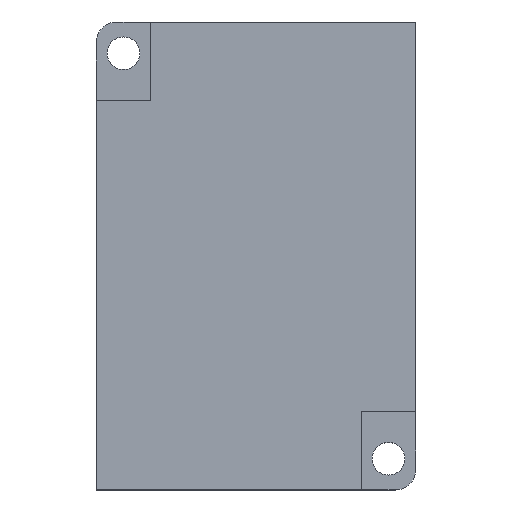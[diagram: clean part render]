
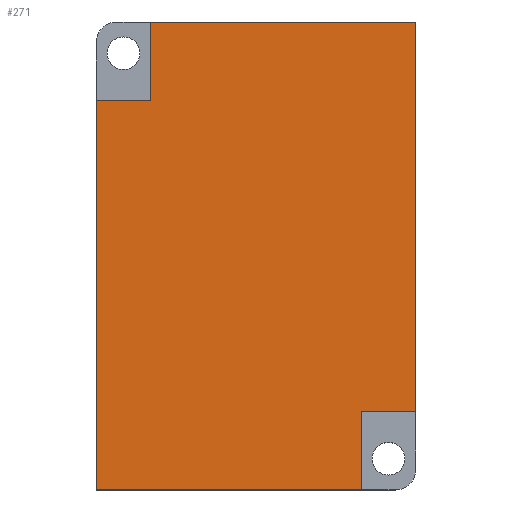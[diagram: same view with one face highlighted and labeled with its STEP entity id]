
A CAD part, top view. The second image highlights one B-rep face of the part: STEP entity #271.
In plain terms, the highlighted planar face has unit normal (0, 0, 1).
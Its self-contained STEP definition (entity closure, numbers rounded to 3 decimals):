
#12 = DIRECTION ( 'NONE',  ( -1., 0., 0. ) ) ;
#13 = VECTOR ( 'NONE', #461, 1000. ) ;
#16 = CARTESIAN_POINT ( 'NONE',  ( 20.5, 30., 8. ) ) ;
#26 = DIRECTION ( 'NONE',  ( -1., 0., 0. ) ) ;
#28 = VECTOR ( 'NONE', #26, 1000. ) ;
#58 = ORIENTED_EDGE ( 'NONE', *, *, #359, .F. ) ;
#59 = LINE ( 'NONE', #325, #559 ) ;
#71 = DIRECTION ( 'NONE',  ( 0., 1., 0. ) ) ;
#89 = CARTESIAN_POINT ( 'NONE',  ( 13.513, -19.94, 8. ) ) ;
#101 = VERTEX_POINT ( 'NONE', #244 ) ;
#102 = ORIENTED_EDGE ( 'NONE', *, *, #332, .T. ) ;
#117 = LINE ( 'NONE', #591, #364 ) ;
#119 = CARTESIAN_POINT ( 'NONE',  ( 0., 0., 8. ) ) ;
#130 = VERTEX_POINT ( 'NONE', #16 ) ;
#136 = EDGE_CURVE ( 'NONE', #130, #558, #117, .T. ) ;
#139 = EDGE_LOOP ( 'NONE', ( #58, #419, #102, #235, #268, #350, #160, #588 ) ) ;
#153 = LINE ( 'NONE', #436, #28 ) ;
#156 = DIRECTION ( 'NONE',  ( 0., 0., 1. ) ) ;
#157 = PLANE ( 'NONE',  #557 ) ;
#160 = ORIENTED_EDGE ( 'NONE', *, *, #401, .T. ) ;
#166 = LINE ( 'NONE', #179, #402 ) ;
#179 = CARTESIAN_POINT ( 'NONE',  ( 13.513, -19.94, 8. ) ) ;
#184 = CARTESIAN_POINT ( 'NONE',  ( -13.513, 19.94, 8. ) ) ;
#187 = DIRECTION ( 'NONE',  ( 0., -1., 0. ) ) ;
#210 = EDGE_CURVE ( 'NONE', #400, #282, #260, .T. ) ;
#226 = CARTESIAN_POINT ( 'NONE',  ( -20.5, -30., 8. ) ) ;
#230 = CARTESIAN_POINT ( 'NONE',  ( -20.5, 19.94, 8. ) ) ;
#232 = CARTESIAN_POINT ( 'NONE',  ( 13.513, -30., 8. ) ) ;
#235 = ORIENTED_EDGE ( 'NONE', *, *, #471, .T. ) ;
#242 = LINE ( 'NONE', #512, #502 ) ;
#244 = CARTESIAN_POINT ( 'NONE',  ( 20.5, -19.94, 8. ) ) ;
#260 = LINE ( 'NONE', #264, #316 ) ;
#264 = CARTESIAN_POINT ( 'NONE',  ( -13.513, 19.94, 8. ) ) ;
#268 = ORIENTED_EDGE ( 'NONE', *, *, #425, .F. ) ;
#271 = ADVANCED_FACE ( 'NONE', ( #291 ), #157, .T. ) ;
#282 = VERTEX_POINT ( 'NONE', #184 ) ;
#291 = FACE_OUTER_BOUND ( 'NONE', #139, .T. ) ;
#316 = VECTOR ( 'NONE', #525, 1000. ) ;
#325 = CARTESIAN_POINT ( 'NONE',  ( 20.5, 30., 8. ) ) ;
#332 = EDGE_CURVE ( 'NONE', #400, #480, #242, .T. ) ;
#347 = VECTOR ( 'NONE', #71, 1000. ) ;
#350 = ORIENTED_EDGE ( 'NONE', *, *, #449, .F. ) ;
#359 = EDGE_CURVE ( 'NONE', #282, #558, #472, .T. ) ;
#364 = VECTOR ( 'NONE', #12, 1000. ) ;
#377 = LINE ( 'NONE', #226, #13 ) ;
#382 = VERTEX_POINT ( 'NONE', #89 ) ;
#398 = DIRECTION ( 'NONE',  ( 1., 0., 0. ) ) ;
#400 = VERTEX_POINT ( 'NONE', #230 ) ;
#401 = EDGE_CURVE ( 'NONE', #101, #130, #59, .T. ) ;
#402 = VECTOR ( 'NONE', #612, 1000. ) ;
#419 = ORIENTED_EDGE ( 'NONE', *, *, #210, .F. ) ;
#425 = EDGE_CURVE ( 'NONE', #382, #479, #166, .T. ) ;
#436 = CARTESIAN_POINT ( 'NONE',  ( 13.513, -19.94, 8. ) ) ;
#449 = EDGE_CURVE ( 'NONE', #101, #382, #153, .T. ) ;
#461 = DIRECTION ( 'NONE',  ( 1., 0., 0. ) ) ;
#471 = EDGE_CURVE ( 'NONE', #480, #479, #377, .T. ) ;
#472 = LINE ( 'NONE', #534, #347 ) ;
#479 = VERTEX_POINT ( 'NONE', #232 ) ;
#480 = VERTEX_POINT ( 'NONE', #599 ) ;
#502 = VECTOR ( 'NONE', #187, 1000. ) ;
#512 = CARTESIAN_POINT ( 'NONE',  ( -20.5, 30., 8. ) ) ;
#525 = DIRECTION ( 'NONE',  ( 1., 0., 0. ) ) ;
#527 = DIRECTION ( 'NONE',  ( 0., 1., 0. ) ) ;
#531 = CARTESIAN_POINT ( 'NONE',  ( -13.513, 30., 8. ) ) ;
#534 = CARTESIAN_POINT ( 'NONE',  ( -13.513, 19.94, 8. ) ) ;
#557 = AXIS2_PLACEMENT_3D ( 'NONE', #119, #156, #398 ) ;
#558 = VERTEX_POINT ( 'NONE', #531 ) ;
#559 = VECTOR ( 'NONE', #527, 1000. ) ;
#588 = ORIENTED_EDGE ( 'NONE', *, *, #136, .T. ) ;
#591 = CARTESIAN_POINT ( 'NONE',  ( -20.5, 30., 8. ) ) ;
#599 = CARTESIAN_POINT ( 'NONE',  ( -20.5, -30., 8. ) ) ;
#612 = DIRECTION ( 'NONE',  ( 0., -1., 0. ) ) ;
